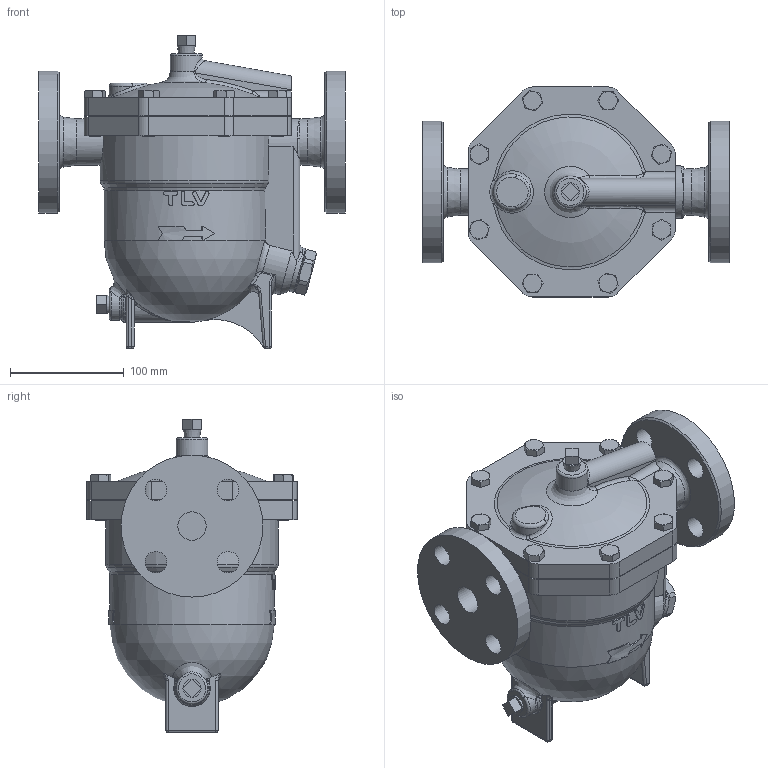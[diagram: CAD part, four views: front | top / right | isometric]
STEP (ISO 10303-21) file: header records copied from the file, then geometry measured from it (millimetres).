
FILE_DESCRIPTION((''),'2;1');
FILE_NAME('j7x00-025-jis10-00.stp','2010-09-25T14:14:45',('nakaot'),(''),'Autodesk Inventor 2008','Autodesk Inventor 2008','');
FILE_SCHEMA(('AUTOMOTIVE_DESIGN { 1 0 10303 214 1 1 1 1 }'));
Length unit declared in the file: millimetre
Products named in the file (1): j7x00-025-jis10-00
Bounding box: 270 x 185 x 276 mm (x, y, z)
Volume: 4200993.7 mm3; surface area: 264771.5 mm2
Topology: 1 solids, 1 shells, 448 faces, 1104 edges, 675 vertices
Faces by surface type: plane 161, bspline 122, cylinder 89, cone 59, sphere 10, torus 7
Full cylindrical faces by diameter (mm): 10 x16, 19 x4, 25 x1, 28 x1, 40 x1, 41 x2, 125 x1, 150 x1
Entity records: 26451 total; most frequent: CARTESIAN_POINT 17156, ORIENTED_EDGE 2016, DIRECTION 1691, EDGE_CURVE 1008, AXIS2_PLACEMENT_3D 687, VERTEX_POINT 652, EDGE_LOOP 570, FACE_OUTER_BOUND 448
